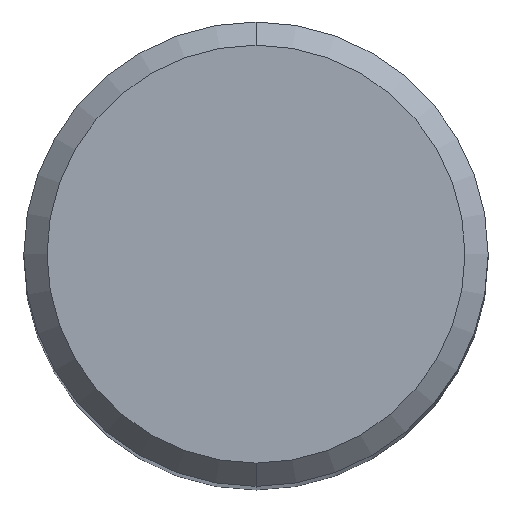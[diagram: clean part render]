
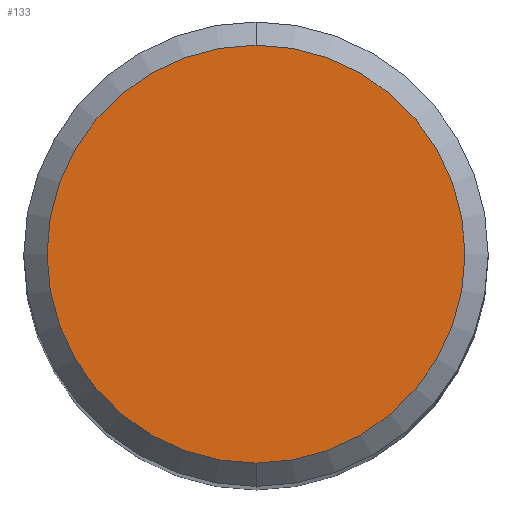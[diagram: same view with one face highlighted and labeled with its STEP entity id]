
A CAD part, top view. The second image highlights one B-rep face of the part: STEP entity #133.
In plain terms, the highlighted planar face has unit normal (0, 0, 1).
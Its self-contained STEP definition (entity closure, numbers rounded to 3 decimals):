
#101=EDGE_CURVE('',#217,#139,#252,.T.);
#133=ADVANCED_FACE('',(#289),#290,.T.);
#139=VERTEX_POINT('',#297);
#147=EDGE_CURVE('',#139,#217,#305,.T.);
#217=VERTEX_POINT('',#383);
#252=CIRCLE('',#413,4.5);
#289=FACE_OUTER_BOUND('',#456,.T.);
#290=PLANE('',#457);
#297=CARTESIAN_POINT('',(0.,-4.5,0.0));
#305=CIRCLE('',#479,4.5);
#383=CARTESIAN_POINT('',(0.0,4.5,0.0));
#413=AXIS2_PLACEMENT_3D('',#601,#602,#603);
#456=EDGE_LOOP('',(#657,#658));
#457=AXIS2_PLACEMENT_3D('',#659,#660,#661);
#479=AXIS2_PLACEMENT_3D('',#671,#672,#673);
#601=CARTESIAN_POINT('',(0.0,0.0,0.0));
#602=DIRECTION('',(0.0,0.0,-1.0));
#603=DIRECTION('',(0.0,1.0,0.0));
#657=ORIENTED_EDGE('',*,*,#101,.F.);
#658=ORIENTED_EDGE('',*,*,#147,.F.);
#659=CARTESIAN_POINT('',(0.0,2.25,0.0));
#660=DIRECTION('',(-0.0,0.0,1.0));
#661=DIRECTION('',(0.0,-1.0,0.0));
#671=CARTESIAN_POINT('',(0.0,0.0,0.0));
#672=DIRECTION('',(0.0,0.0,-1.0));
#673=DIRECTION('',(0.0,1.0,0.0));
